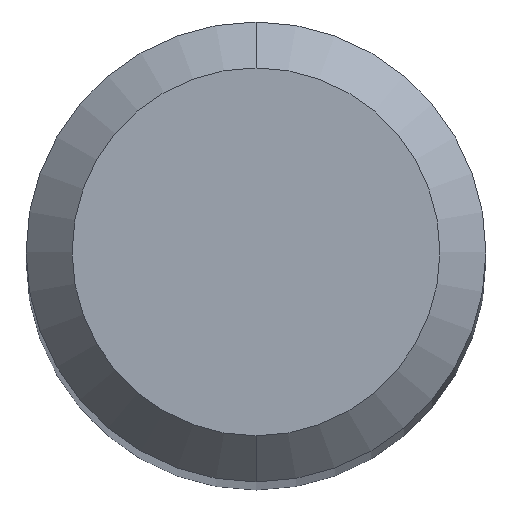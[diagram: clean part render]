
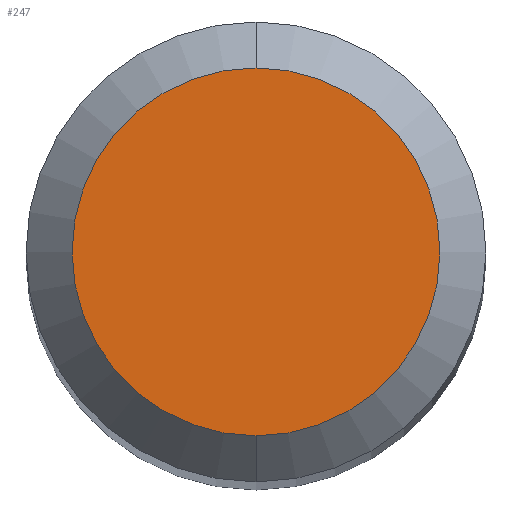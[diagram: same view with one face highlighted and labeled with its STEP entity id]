
A CAD part, top view. The second image highlights one B-rep face of the part: STEP entity #247.
In plain terms, the highlighted planar face has unit normal (0, 0, 1).
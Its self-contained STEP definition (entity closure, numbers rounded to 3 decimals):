
#179=EDGE_CURVE('',#331,#377,#470,.T.);
#247=ADVANCED_FACE('',(#547),#548,.T.);
#289=EDGE_CURVE('',#377,#331,#596,.T.);
#331=VERTEX_POINT('',#640);
#377=VERTEX_POINT('',#688);
#470=CIRCLE('',#785,1.2);
#547=FACE_OUTER_BOUND('',#927,.T.);
#548=PLANE('',#928);
#596=CIRCLE('',#1044,1.2);
#640=CARTESIAN_POINT('',(0.,-1.2,29.463));
#688=CARTESIAN_POINT('',(0.0,1.2,29.463));
#785=AXIS2_PLACEMENT_3D('',#1434,#1435,#1436);
#927=EDGE_LOOP('',(#1551,#1552));
#928=AXIS2_PLACEMENT_3D('',#1553,#1554,#1555);
#1044=AXIS2_PLACEMENT_3D('',#1613,#1614,#1615);
#1434=CARTESIAN_POINT('',(0.0,0.0,29.463));
#1435=DIRECTION('',(0.0,0.0,-1.0));
#1436=DIRECTION('',(0.0,1.0,0.0));
#1551=ORIENTED_EDGE('',*,*,#289,.F.);
#1552=ORIENTED_EDGE('',*,*,#179,.F.);
#1553=CARTESIAN_POINT('',(0.0,0.6,29.463));
#1554=DIRECTION('',(0.0,0.0,1.0));
#1555=DIRECTION('',(0.0,-1.0,0.0));
#1613=CARTESIAN_POINT('',(0.0,0.0,29.463));
#1614=DIRECTION('',(0.0,0.0,-1.0));
#1615=DIRECTION('',(0.0,1.0,0.0));
